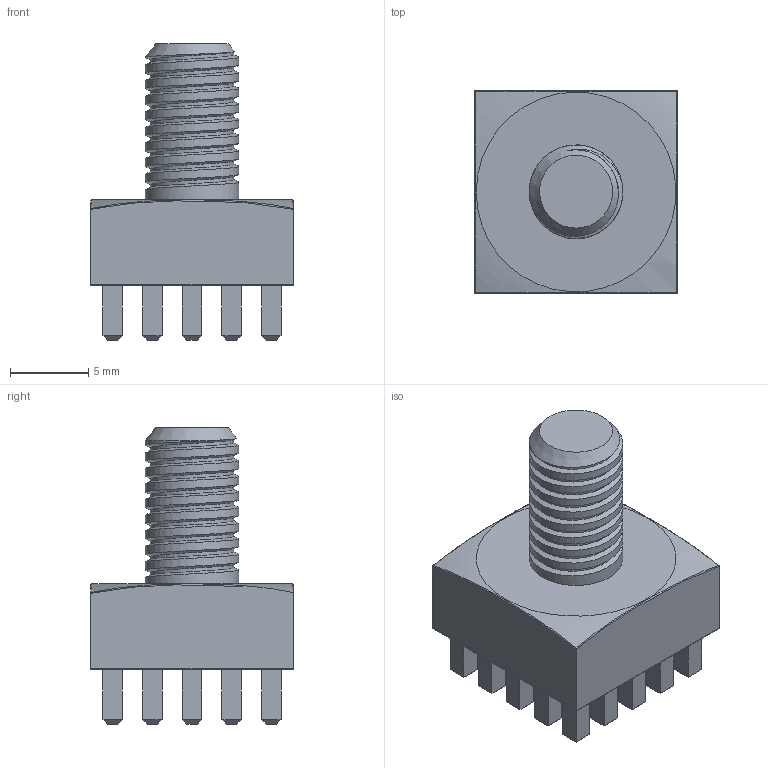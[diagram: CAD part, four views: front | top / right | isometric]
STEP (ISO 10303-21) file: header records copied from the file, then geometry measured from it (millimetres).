
FILE_DESCRIPTION(/* description */ ('Unknown'),/* implementation_level */ '2;1');
FILE_NAME(/* name */ '7461098',/* time_stamp */ '2023-03-30T16:19:32+02:00',/* author */ ('Unknown'),/* organization */ ('Unknown'),/* preprocessor_version */ 'ST-DEVELOPER v18.102',/* originating_system */ 'Solid Edge',/* authorisation */ 'Unknown');
FILE_SCHEMA (('AUTOMOTIVE_DESIGN {1 0 10303 214 3 1 1}'));
Length unit declared in the file: millimetre
Products named in the file (1): 7461098
Bounding box: 13 x 13 x 19 mm (x, y, z)
Volume: 1317.2 mm3; surface area: 1265.2 mm2
Topology: 1 solids, 1 shells, 256 faces, 579 edges, 350 vertices
Faces by surface type: plane 233, cylinder 15, bspline 6, torus 1, cone 1
Full cylindrical faces by diameter (mm): 6 x9
Entity records: 8558 total; most frequent: CARTESIAN_POINT 3190, ORIENTED_EDGE 1090, DIRECTION 1020, EDGE_CURVE 545, LINE 518, VECTOR 518, VERTEX_POINT 329, EDGE_LOOP 276
